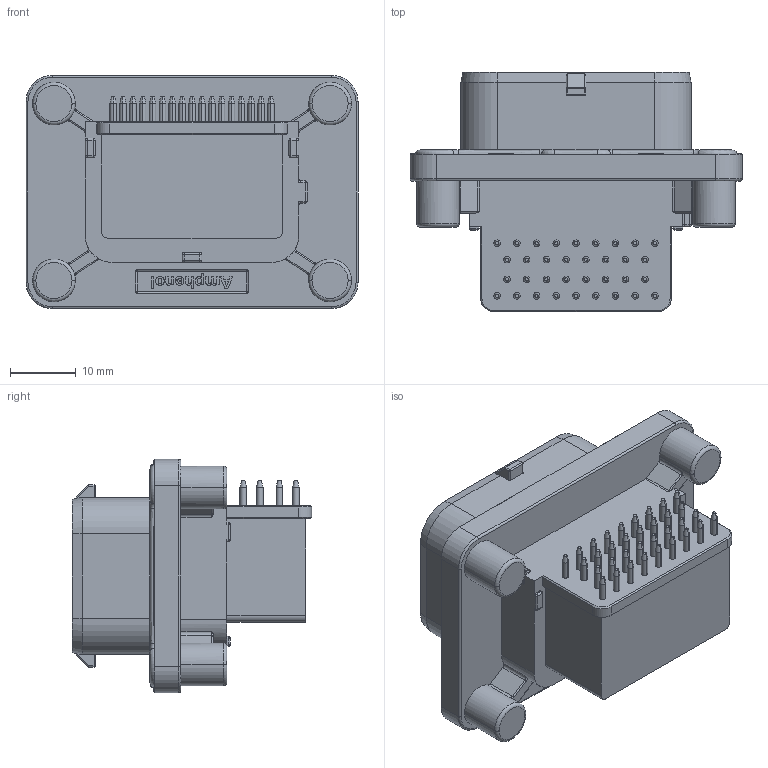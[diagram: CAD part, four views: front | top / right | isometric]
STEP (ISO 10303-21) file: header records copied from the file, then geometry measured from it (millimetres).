
FILE_DESCRIPTION((''),'2;1');
FILE_NAME('C-ATS13-34PA-BM01-3D-01','2024-06-25T',('Lucas.Chai'),(''),'PRO/ENGINEER BY PARAMETRIC TECHNOLOGY CORPORATION, 2016360','PRO/ENGINEER BY PARAMETRIC TECHNOLOGY CORPORATION, 2016360','');
FILE_SCHEMA(('CONFIG_CONTROL_DESIGN'));
Length unit declared in the file: millimetre
Products named in the file (1): C-ATS13-34PA-BM01-3D-01
Bounding box: 50.5 x 36.4 x 35.5 mm (x, y, z)
Volume: 18277.1 mm3; surface area: 11218 mm2
Topology: 1 solids, 1 shells, 1394 faces, 3606 edges, 2289 vertices
Faces by surface type: plane 391, extrusion 330, cylinder 321, cone 216, sphere 50, torus 46, revolution 40
Entity records: 44344 total; most frequent: CARTESIAN_POINT 10933, ORIENTED_EDGE 7120, DIRECTION 6433, EDGE_CURVE 3560, VERTEX_POINT 2289, AXIS2_PLACEMENT_3D 2218, VECTOR 1957, LINE 1627
